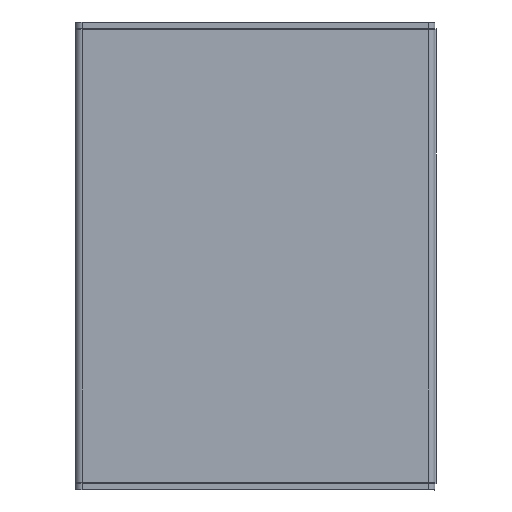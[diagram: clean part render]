
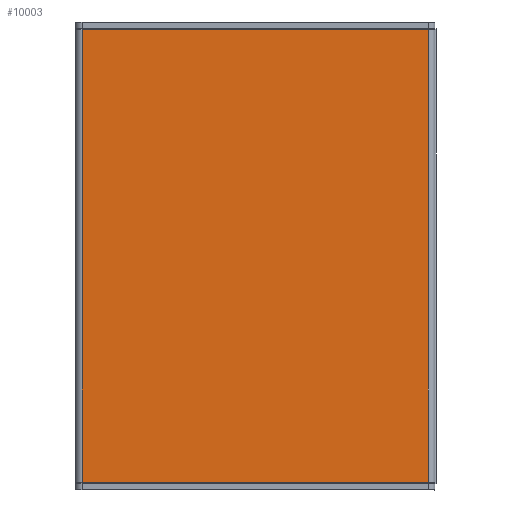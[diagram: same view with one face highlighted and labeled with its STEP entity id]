
A CAD part, top view. The second image highlights one B-rep face of the part: STEP entity #10003.
In plain terms, the highlighted planar face has unit normal (0, 0, 1).
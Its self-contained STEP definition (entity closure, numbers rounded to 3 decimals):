
#523 = CARTESIAN_POINT ( 'NONE',  ( 0., 210., 3. ) ) ;
#1004 = LINE ( 'NONE', #7582, #3293 ) ;
#1774 = EDGE_CURVE ( 'NONE', #9223, #4878, #2351, .T. ) ;
#2315 = ORIENTED_EDGE ( 'NONE', *, *, #7514, .T. ) ;
#2351 = LINE ( 'NONE', #12945, #11015 ) ;
#2782 = DIRECTION ( 'NONE',  ( -1., 0., 0. ) ) ;
#3293 = VECTOR ( 'NONE', #4214, 1000. ) ;
#3746 = ORIENTED_EDGE ( 'NONE', *, *, #11627, .T. ) ;
#3952 = CARTESIAN_POINT ( 'NONE',  ( 0., 209.5, 3. ) ) ;
#4214 = DIRECTION ( 'NONE',  ( 0., 1., 0. ) ) ;
#4374 = CARTESIAN_POINT ( 'NONE',  ( 0., 0.5, 3. ) ) ;
#4554 = FACE_OUTER_BOUND ( 'NONE', #13609, .T. ) ;
#4878 = VERTEX_POINT ( 'NONE', #3952 ) ;
#5019 = VECTOR ( 'NONE', #12230, 1000. ) ;
#5423 = CARTESIAN_POINT ( 'NONE',  ( 160., 0.5, 3. ) ) ;
#5600 = ORIENTED_EDGE ( 'NONE', *, *, #1774, .T. ) ;
#5721 = CARTESIAN_POINT ( 'NONE',  ( 160., 209.5, 3. ) ) ;
#6119 = PLANE ( 'NONE',  #9171 ) ;
#6173 = VERTEX_POINT ( 'NONE', #4374 ) ;
#7514 = EDGE_CURVE ( 'NONE', #6173, #13524, #8387, .T. ) ;
#7582 = CARTESIAN_POINT ( 'NONE',  ( 160., 210., 3. ) ) ;
#7723 = CARTESIAN_POINT ( 'NONE',  ( 160., 0.5, 3. ) ) ;
#8387 = LINE ( 'NONE', #5423, #5019 ) ;
#9022 = DIRECTION ( 'NONE',  ( -1., 0., 0. ) ) ;
#9171 = AXIS2_PLACEMENT_3D ( 'NONE', #523, #9520, #2782 ) ;
#9223 = VERTEX_POINT ( 'NONE', #5721 ) ;
#9520 = DIRECTION ( 'NONE',  ( 0., 0., -1. ) ) ;
#10003 = ADVANCED_FACE ( 'NONE', ( #4554 ), #6119, .F. ) ;
#11015 = VECTOR ( 'NONE', #9022, 1000. ) ;
#11449 = LINE ( 'NONE', #14322, #14076 ) ;
#11627 = EDGE_CURVE ( 'NONE', #4878, #6173, #11449, .T. ) ;
#12126 = DIRECTION ( 'NONE',  ( 0., -1., 0. ) ) ;
#12230 = DIRECTION ( 'NONE',  ( 1., 0., 0. ) ) ;
#12524 = ORIENTED_EDGE ( 'NONE', *, *, #13460, .T. ) ;
#12945 = CARTESIAN_POINT ( 'NONE',  ( 0., 209.5, 3. ) ) ;
#13460 = EDGE_CURVE ( 'NONE', #13524, #9223, #1004, .T. ) ;
#13524 = VERTEX_POINT ( 'NONE', #7723 ) ;
#13609 = EDGE_LOOP ( 'NONE', ( #3746, #2315, #12524, #5600 ) ) ;
#14076 = VECTOR ( 'NONE', #12126, 1000. ) ;
#14322 = CARTESIAN_POINT ( 'NONE',  ( 0., 210., 3. ) ) ;
